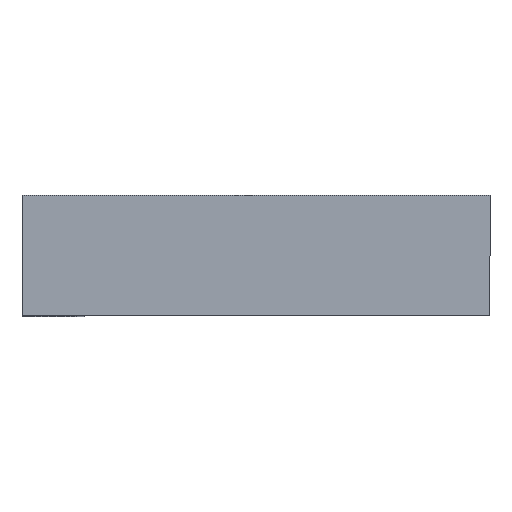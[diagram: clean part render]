
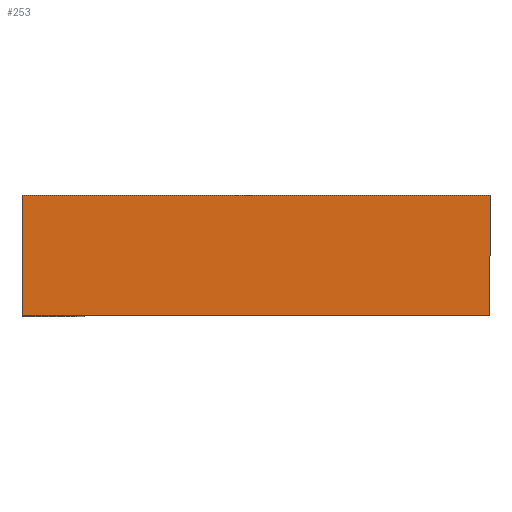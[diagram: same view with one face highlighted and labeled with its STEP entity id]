
A CAD part, top view. The second image highlights one B-rep face of the part: STEP entity #253.
In plain terms, the highlighted planar face has unit normal (0, 0, 1).
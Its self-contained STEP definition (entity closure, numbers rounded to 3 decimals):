
#11 = LINE ( 'NONE', #113, #95 ) ;
#12 = AXIS2_PLACEMENT_3D ( 'NONE', #163, #357, #309 ) ;
#16 = EDGE_CURVE ( 'NONE', #518, #558, #88, .T. ) ;
#25 = EDGE_CURVE ( 'NONE', #558, #248, #555, .T. ) ;
#43 = DIRECTION ( 'NONE',  ( 1., 0., 0. ) ) ;
#50 = CARTESIAN_POINT ( 'NONE',  ( 7.5, 0., 43.56 ) ) ;
#77 = FACE_OUTER_BOUND ( 'NONE', #546, .T. ) ;
#88 = LINE ( 'NONE', #545, #124 ) ;
#95 = VECTOR ( 'NONE', #520, 1000. ) ;
#108 = VECTOR ( 'NONE', #43, 1000. ) ;
#113 = CARTESIAN_POINT ( 'NONE',  ( 0., 4.6, 43.56 ) ) ;
#124 = VECTOR ( 'NONE', #238, 1000. ) ;
#129 = ORIENTED_EDGE ( 'NONE', *, *, #292, .T. ) ;
#138 = CARTESIAN_POINT ( 'NONE',  ( 0., 0.75, 43.56 ) ) ;
#159 = CARTESIAN_POINT ( 'NONE',  ( -7.5, 0.75, 43.56 ) ) ;
#163 = CARTESIAN_POINT ( 'NONE',  ( 0., 0., 43.56 ) ) ;
#191 = VERTEX_POINT ( 'NONE', #294 ) ;
#238 = DIRECTION ( 'NONE',  ( 0., -1., 0. ) ) ;
#247 = LINE ( 'NONE', #50, #554 ) ;
#248 = VERTEX_POINT ( 'NONE', #404 ) ;
#253 = ADVANCED_FACE ( 'NONE', ( #77 ), #441, .T. ) ;
#292 = EDGE_CURVE ( 'NONE', #191, #518, #11, .T. ) ;
#294 = CARTESIAN_POINT ( 'NONE',  ( 7.5, 4.6, 43.56 ) ) ;
#309 = DIRECTION ( 'NONE',  ( 1., 0., 0. ) ) ;
#317 = ORIENTED_EDGE ( 'NONE', *, *, #25, .T. ) ;
#327 = ORIENTED_EDGE ( 'NONE', *, *, #16, .T. ) ;
#357 = DIRECTION ( 'NONE',  ( 0., 0., 1. ) ) ;
#366 = ORIENTED_EDGE ( 'NONE', *, *, #425, .T. ) ;
#404 = CARTESIAN_POINT ( 'NONE',  ( 7.5, 0.75, 43.56 ) ) ;
#425 = EDGE_CURVE ( 'NONE', #248, #191, #247, .T. ) ;
#441 = PLANE ( 'NONE',  #12 ) ;
#470 = DIRECTION ( 'NONE',  ( 0., 1., 0. ) ) ;
#509 = CARTESIAN_POINT ( 'NONE',  ( -7.5, 4.6, 43.56 ) ) ;
#518 = VERTEX_POINT ( 'NONE', #509 ) ;
#520 = DIRECTION ( 'NONE',  ( -1., 0., 0. ) ) ;
#545 = CARTESIAN_POINT ( 'NONE',  ( -7.5, 0., 43.56 ) ) ;
#546 = EDGE_LOOP ( 'NONE', ( #317, #366, #129, #327 ) ) ;
#554 = VECTOR ( 'NONE', #470, 1000. ) ;
#555 = LINE ( 'NONE', #138, #108 ) ;
#558 = VERTEX_POINT ( 'NONE', #159 ) ;
